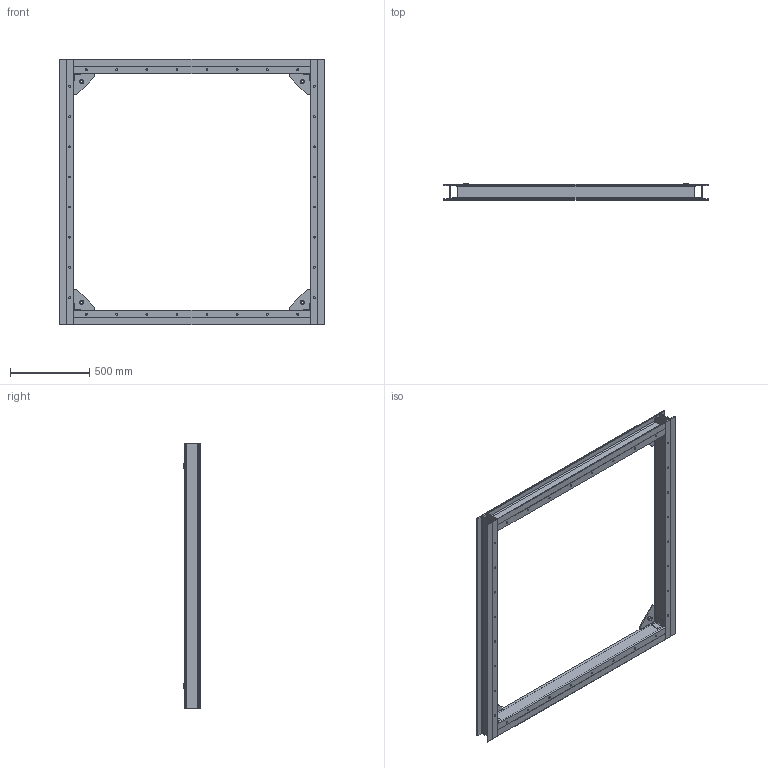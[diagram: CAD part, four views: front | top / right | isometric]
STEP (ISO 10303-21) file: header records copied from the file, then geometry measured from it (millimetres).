
FILE_DESCRIPTION (( 'STEP AP203' ), '1' );
FILE_NAME ('ÁÏ120-05.03.00.000 STEP äëÿ ñàéòà.STEP', '2025-11-23T02:41:15', ( 'Ñåðãåé' ), ( '' ), 'SwSTEP 2.0', 'SolidWorks 2023', '' );
FILE_SCHEMA (( 'CONFIG_CONTROL_DESIGN' ));
Length unit declared in the file: millimetre
Products named in the file (11): БП120-05.03.00.100_1.STEP; Гайка М16 ГОСТ5915-70_3.STEP; БП120-05.03.00.000.STEP; ВБ500-00.02.01.122_3.STEP; Гайка M10 ГОСТ5915_3.STEP; БП120-05.03.00.102_1.STEP; Шайба 16 ГОСТ11371-78_3.STEP; БП120-03.03.00.101_1.STEP; БП120-05.03.00.103_1.STEP; БП120-05.03.00.000 STEP для сайта; ОП-01.01.00.105_4.STEP
Assembly tree (58 placements, depth 3):
  БП120-05.03.00.000 STEP для сайта
    БП120-05.03.00.000.STEP
      БП120-05.03.00.102_1.STEP  x2
      БП120-03.03.00.101_1.STEP  x2
      БП120-05.03.00.100_1.STEP  x2
      ОП-01.01.00.105_4.STEP  x4
      ВБ500-00.02.01.122_3.STEP  x4
      Гайка M10 ГОСТ5915_3.STEP  x33
      Гайка М16 ГОСТ5915-70_3.STEP  x4
      Шайба 16 ГОСТ11371-78_3.STEP  x4
      БП120-05.03.00.103_1.STEP  x2
Bounding box: 1674 x 103 x 1674 mm (x, y, z)
Volume: 14242168.6 mm3; surface area: 4837167.7 mm2
Topology: 57 solids, 57 shells, 872 faces, 2208 edges, 1450 vertices
Faces by surface type: plane 444, cylinder 214, cone 214
Entity records: 7929 total; most frequent: CARTESIAN_POINT 1456, DIRECTION 916, ORIENTED_EDGE 776, EDGE_CURVE 388, AXIS2_PLACEMENT_3D 350, VERTEX_POINT 258, VECTOR 216, LINE 216
